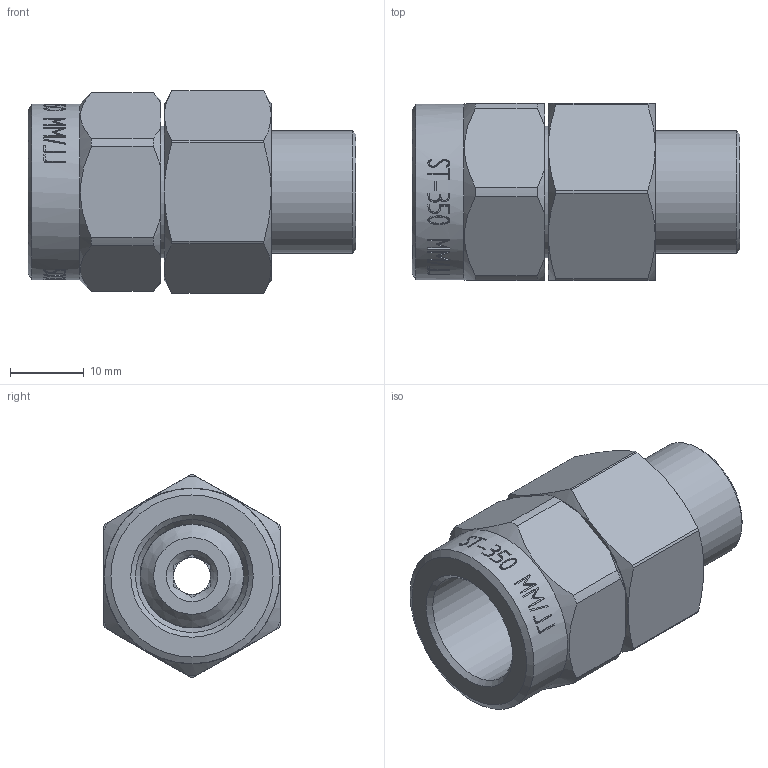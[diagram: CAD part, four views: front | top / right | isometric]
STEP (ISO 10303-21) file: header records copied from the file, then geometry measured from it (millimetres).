
FILE_DESCRIPTION(/* description */ ('Unknown'),/* implementation_level */ '2;1');
FILE_NAME(/* name */ '200350010',/* time_stamp */ '2021-12-23T08:03:03+01:00',/* author */ ('Unknown'),/* organization */ ('Unknown'),/* preprocessor_version */ 'ST-DEVELOPER v18.1',/* originating_system */ 'Solid Edge',/* authorisation */ 'Unknown');
FILE_SCHEMA (('AUTOMOTIVE_DESIGN {1 0 10303 214 3 1 1}'));
Length unit declared in the file: millimetre
Products named in the file (1): Part1
Bounding box: 44.5 x 24 x 27.5 mm (x, y, z)
Volume: 14463.6 mm3; surface area: 7250.6 mm2
Topology: 1 solids, 1 shells, 273 faces, 673 edges, 440 vertices
Faces by surface type: plane 123, bspline 68, cylinder 54, cone 27, torus 1
Full cylindrical faces by diameter (mm): 5 x1, 6.5 x1, 11.1 x1, 14 x1, 14.08 x1, 15.33 x1, 16.66 x1, 17.8 x1, 18 x1, 23.8 x1
Entity records: 13790 total; most frequent: CARTESIAN_POINT 6711, ORIENTED_EDGE 1268, EDGE_CURVE 634, DIRECTION 608, B_SPLINE_CURVE_WITH_KNOTS 512, VERTEX_POINT 432, EDGE_LOOP 344, FACE_BOUND 344
